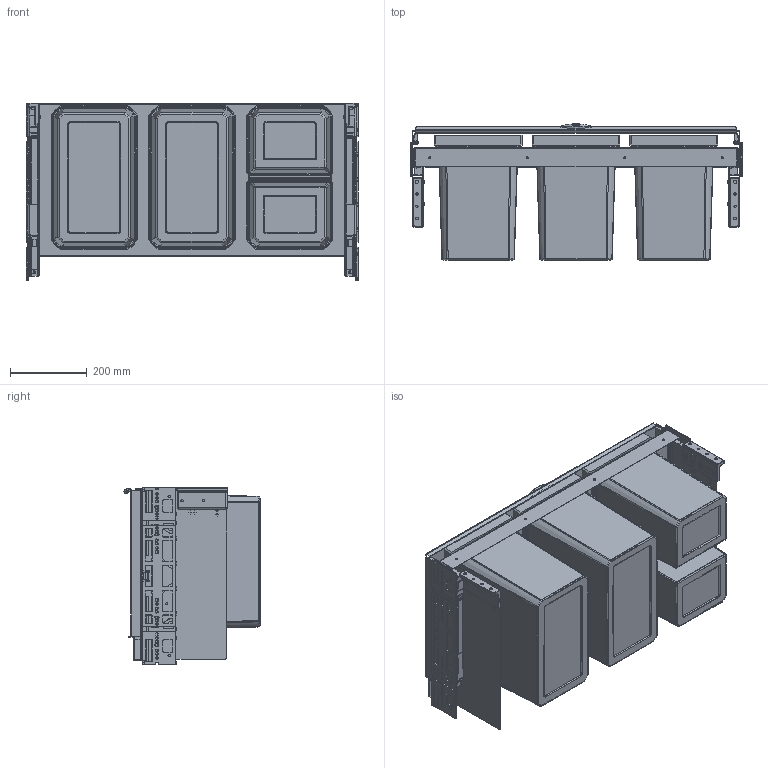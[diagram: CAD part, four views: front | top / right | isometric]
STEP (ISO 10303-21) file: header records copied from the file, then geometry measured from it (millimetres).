
FILE_DESCRIPTION(('STEP AP214'),'1');
FILE_NAME('8012550_V Cox Base 360 S_900-4.STP','2024-08-15T08:07:51',(' '),(' '),'Spatial InterOp 3D',' ',' ');
FILE_SCHEMA(('AUTOMOTIVE_DESIGN { 1 0 10303 214 1 1 1 1 }'));
Length unit declared in the file: millimetre
Products named in the file (1): 3D-Objekt
Bounding box: 868 x 355.76 x 464 mm (x, y, z)
Volume: 6048748.4 mm3; surface area: 5152287.8 mm2
Topology: 29 solids, 31 shells, 5478 faces, 13990 edges, 8658 vertices
Faces by surface type: plane 2178, cylinder 2104, torus 666, bspline 282, cone 174, sphere 74
Entity records: 180129 total; most frequent: CARTESIAN_POINT 46669, DIRECTION 28042, ORIENTED_EDGE 27892, EDGE_CURVE 13946, AXIS2_PLACEMENT_3D 10281, VERTEX_POINT 8658, LINE 7480, VECTOR 7480
